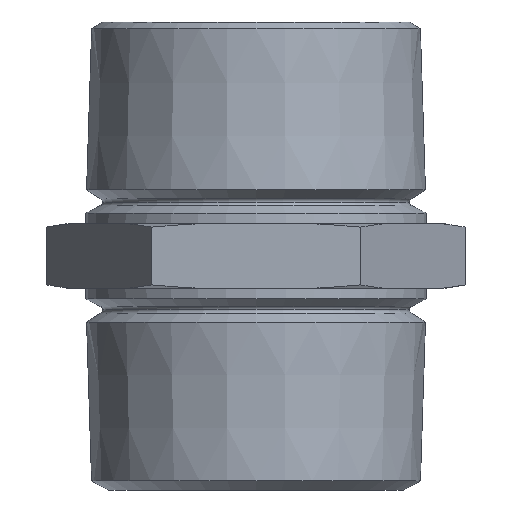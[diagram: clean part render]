
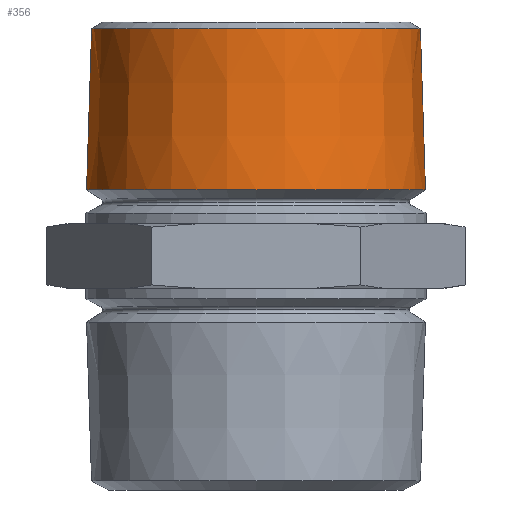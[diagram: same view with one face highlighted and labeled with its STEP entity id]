
A CAD part, front view. The second image highlights one B-rep face of the part: STEP entity #356.
In plain terms, the highlighted conical face has half-angle 1.8 degrees and reference radius 16.939 mm.
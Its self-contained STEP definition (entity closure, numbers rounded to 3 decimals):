
#22 = ORIENTED_EDGE ( 'NONE', *, *, #199, .T. ) ;
#28 = VERTEX_POINT ( 'NONE', #1537 ) ;
#72 = VERTEX_POINT ( 'NONE', #1474 ) ;
#111 = VERTEX_POINT ( 'NONE', #641 ) ;
#117 = VERTEX_POINT ( 'NONE', #628 ) ;
#196 = EDGE_CURVE ( 'NONE', #28, #111, #578, .T. ) ;
#199 = EDGE_CURVE ( 'NONE', #72, #117, #574, .T. ) ;
#319 = EDGE_CURVE ( 'NONE', #117, #111, #846, .T. ) ;
#320 = ORIENTED_EDGE ( 'NONE', *, *, #319, .T. ) ;
#356 = ADVANCED_FACE ( 'NONE', ( #1119 ), #978, .T. ) ;
#357 = EDGE_LOOP ( 'NONE', ( #358, #359, #22, #320 ) ) ;
#358 = ORIENTED_EDGE ( 'NONE', *, *, #196, .F. ) ;
#359 = ORIENTED_EDGE ( 'NONE', *, *, #360, .F. ) ;
#360 = EDGE_CURVE ( 'NONE', #72, #28, #991, .T. ) ;
#571 = DIRECTION ( 'NONE',  ( -0.031, 0., -1. ) ) ;
#572 = VECTOR ( 'NONE', #571, 1000. ) ;
#573 = CARTESIAN_POINT ( 'NONE',  ( -16.939, 0., 3.211 ) ) ;
#574 = LINE ( 'NONE', #573, #572 ) ;
#575 = DIRECTION ( 'NONE',  ( 0.031, 0., -1. ) ) ;
#576 = VECTOR ( 'NONE', #575, 1000. ) ;
#577 = CARTESIAN_POINT ( 'NONE',  ( 16.939, 0., 3.211 ) ) ;
#578 = LINE ( 'NONE', #577, #576 ) ;
#628 = CARTESIAN_POINT ( 'NONE',  ( -16.834, 0., 6.558 ) ) ;
#641 = CARTESIAN_POINT ( 'NONE',  ( 16.834, 0., 6.558 ) ) ;
#843 = DIRECTION ( 'NONE',  ( 1., 0., 0. ) ) ;
#844 = DIRECTION ( 'NONE',  ( 0., 0., 1. ) ) ;
#845 = AXIS2_PLACEMENT_3D ( 'NONE', #853, #844, #843 ) ;
#846 = CIRCLE ( 'NONE', #845, 16.834 ) ;
#853 = CARTESIAN_POINT ( 'NONE',  ( 0., 0., 6.558 ) ) ;
#974 = DIRECTION ( 'NONE',  ( 1., 0., 0. ) ) ;
#975 = DIRECTION ( 'NONE',  ( 0., 0., 1. ) ) ;
#976 = CARTESIAN_POINT ( 'NONE',  ( 0., 0., 22.568 ) ) ;
#977 = AXIS2_PLACEMENT_3D ( 'NONE', #976, #975, #974 ) ;
#978 = CONICAL_SURFACE ( 'NONE', #994, 16.939, 0.031 ) ;
#979 = CARTESIAN_POINT ( 'NONE',  ( 0., 0., 3.211 ) ) ;
#991 = CIRCLE ( 'NONE', #977, 16.331 ) ;
#992 = DIRECTION ( 'NONE',  ( -1., 0., 0. ) ) ;
#993 = DIRECTION ( 'NONE',  ( 0., 0., -1. ) ) ;
#994 = AXIS2_PLACEMENT_3D ( 'NONE', #979, #993, #992 ) ;
#1119 = FACE_OUTER_BOUND ( 'NONE', #357, .T. ) ;
#1474 = CARTESIAN_POINT ( 'NONE',  ( -16.331, 0., 22.568 ) ) ;
#1537 = CARTESIAN_POINT ( 'NONE',  ( 16.331, 0., 22.568 ) ) ;
